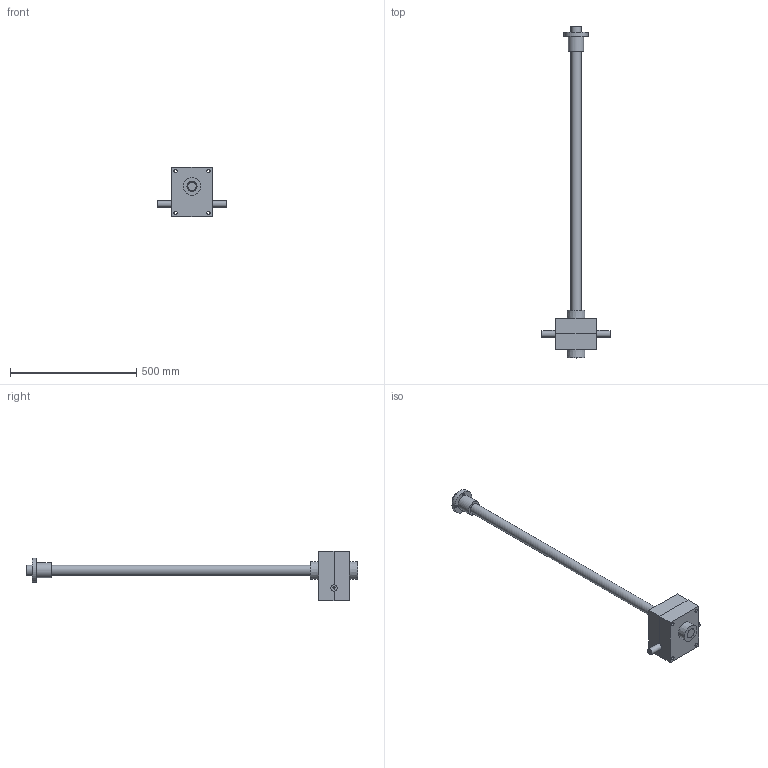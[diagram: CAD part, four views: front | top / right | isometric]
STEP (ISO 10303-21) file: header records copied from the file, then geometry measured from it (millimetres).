
FILE_DESCRIPTION( ( 'STEP AP214' ), ' ' );
FILE_NAME( 'TPR740_B_R.1_5_C.1000_-_-.stp', '2017-08-20T14:00:21', ( '' ), ( '' ), ' ', 'PARTsolutions', ' ' );
FILE_SCHEMA( ( 'AUTOMOTIVE_DESIGN { 1 0 10303 214 1 1 1 1 }' ) );
Length unit declared in the file: millimetre
Products named in the file (6): TPR740_B_R.1/5_C.1000_-_-; _TP7401-case; _TP740-shaft; _TPRA74010001-spindle; _740_1-te; _TPA740-chicciolla
Assembly tree (6 placements, depth 2):
  TPR740_B_R.1/5_C.1000_-_-
    _TP7401-case
    _TP740-shaft  x2
    _TPRA74010001-spindle
    _740_1-te
    _TPA740-chicciolla
Bounding box: 270 x 1315 x 195 mm (x, y, z)
Volume: 5680181.3 mm3; surface area: 439345.7 mm2
Topology: 5 solids, 5 shells, 59 faces, 130 edges, 85 vertices
Faces by surface type: plane 27, cylinder 22, cone 10
Full cylindrical faces by diameter (mm): 6.647 x2, 9 x4, 13 x4, 25 x3, 33 x2, 40 x1, 60 x1, 96 x1
Entity records: 1770 total; most frequent: CARTESIAN_POINT 259, DIRECTION 230, ORIENTED_EDGE 154, AXIS2_PLACEMENT_3D 100, EDGE_LOOP 96, EDGE_CURVE 77, FACE_OUTER_BOUND 64, VERTEX_POINT 64
